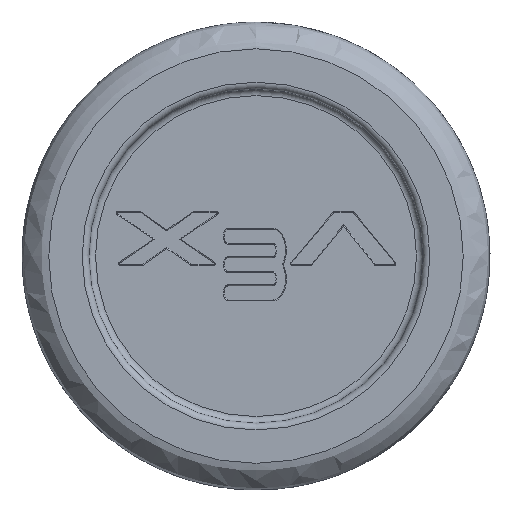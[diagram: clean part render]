
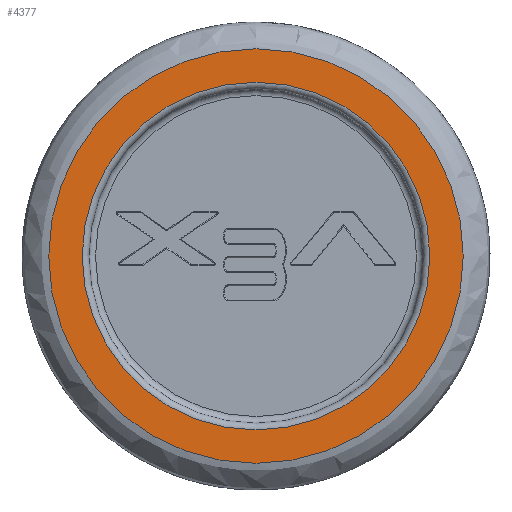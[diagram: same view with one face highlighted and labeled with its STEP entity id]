
A CAD part, front view. The second image highlights one B-rep face of the part: STEP entity #4377.
In plain terms, the highlighted planar face has unit normal (0, -1, 0).
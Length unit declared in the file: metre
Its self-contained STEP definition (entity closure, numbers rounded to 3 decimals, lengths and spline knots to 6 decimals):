
#674=CIRCLE('',#4726,0.062);
#681=CIRCLE('',#4737,0.052);
#2063=ORIENTED_EDGE('',*,*,#2727,.T.);
#2064=ORIENTED_EDGE('',*,*,#2720,.T.);
#2720=EDGE_CURVE('',#3120,#3120,#674,.T.);
#2727=EDGE_CURVE('',#3127,#3127,#681,.T.);
#3120=VERTEX_POINT('',#11142);
#3127=VERTEX_POINT('',#11160);
#3733=EDGE_LOOP('',(#2063));
#3734=EDGE_LOOP('',(#2064));
#4029=FACE_BOUND('',#3733,.T.);
#4030=FACE_BOUND('',#3734,.T.);
#4099=PLANE('',#4743);
#4377=ADVANCED_FACE('',(#4029,#4030),#4099,.F.);
#4726=AXIS2_PLACEMENT_3D('',#11141,#5592,#5593);
#4737=AXIS2_PLACEMENT_3D('',#11159,#5614,#5615);
#4743=AXIS2_PLACEMENT_3D('',#11167,#5626,#5627);
#5592=DIRECTION('',(0.,-1.,0.));
#5593=DIRECTION('',(0.,0.,1.));
#5614=DIRECTION('',(0.,1.,0.));
#5615=DIRECTION('',(0.,0.,1.));
#5626=DIRECTION('',(0.,1.,0.));
#5627=DIRECTION('',(0.,0.,1.));
#11141=CARTESIAN_POINT('',(0.,-0.01,0.));
#11142=CARTESIAN_POINT('',(0.,-0.01,0.062));
#11159=CARTESIAN_POINT('',(0.,-0.01,0.));
#11160=CARTESIAN_POINT('',(0.,-0.01,0.052));
#11167=CARTESIAN_POINT('',(0.,-0.01,0.));
